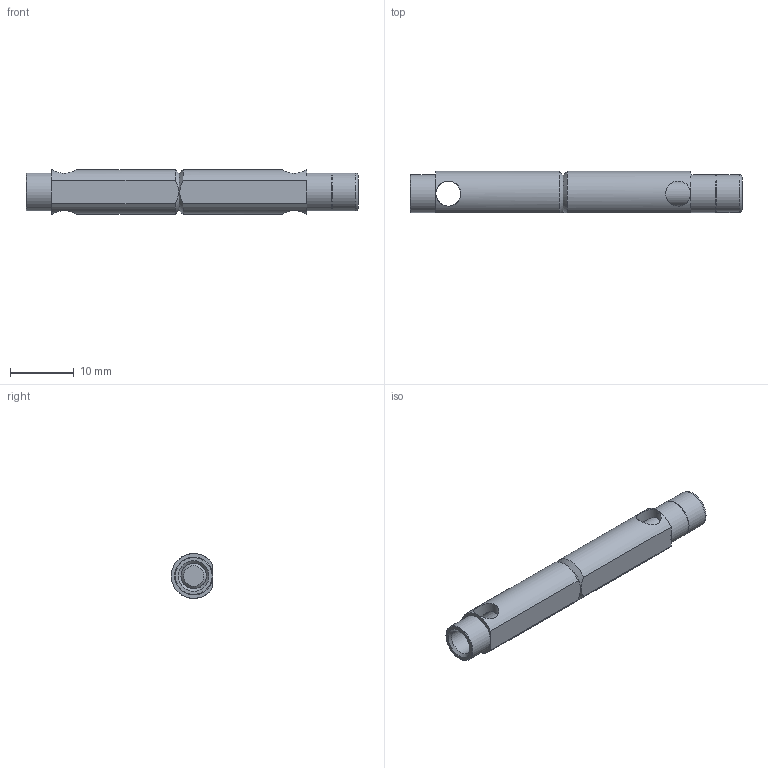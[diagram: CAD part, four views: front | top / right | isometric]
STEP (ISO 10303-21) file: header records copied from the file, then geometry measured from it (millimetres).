
FILE_DESCRIPTION(/* description */ ('STEP AP214'),/* implementation_level */ '2;1');
FILE_NAME(/* name */ '1025206.stp',/* time_stamp */ '2024-05-06T12:34:30+02:00',/* author */ ('b.steehouwer'),/* organization */ ('CADENAS'),/* preprocessor_version */ 'ST-DEVELOPER v18.1',/* originating_system */ 'Autodesk Inventor 2021',/* authorisation */ ' ');
FILE_SCHEMA (('AUTOMOTIVE_DESIGN { 1 0 10303 214 3 1 1 }'));
Length unit declared in the file: millimetre
Products named in the file (4): 1025206; 1025206-1; 1025206-2; 1025206-3
Assembly tree (3 placements, depth 2):
  1025206
    1025206-1
    1025206-2
    1025206-3
Bounding box: 52 x 6.47 x 7 mm (x, y, z)
Volume: 1469.1 mm3; surface area: 2214.3 mm2
Topology: 3 solids, 3 shells, 77 faces, 188 edges, 116 vertices
Faces by surface type: plane 53, cylinder 12, cone 10, torus 2
Full cylindrical faces by diameter (mm): 3.9 x4, 4 x3, 5.9 x1, 5.95 x2
Entity records: 2749 total; most frequent: CARTESIAN_POINT 791, DIRECTION 386, ORIENTED_EDGE 374, EDGE_CURVE 187, AXIS2_PLACEMENT_3D 145, VERTEX_POINT 116, LINE 96, VECTOR 96
